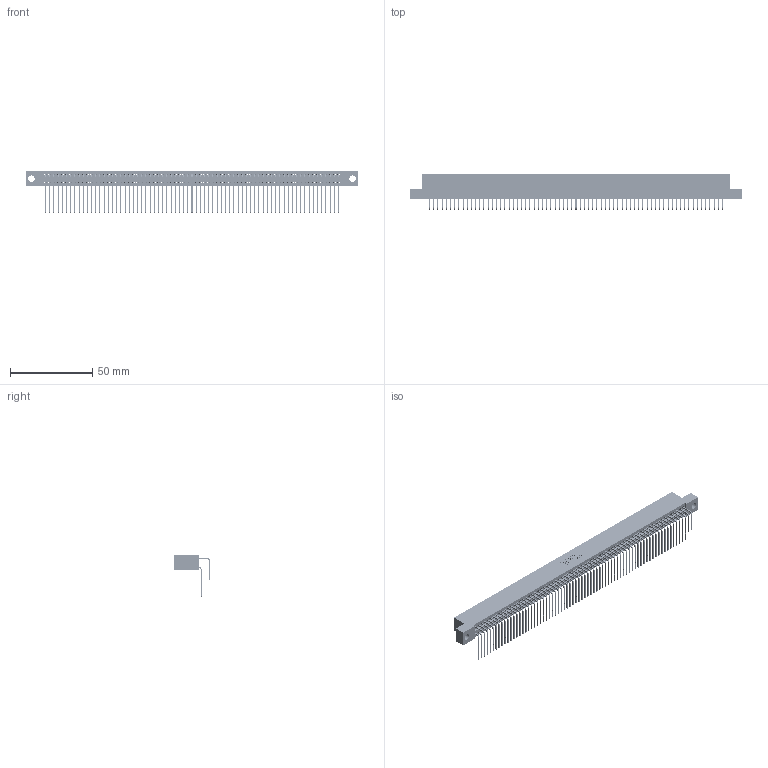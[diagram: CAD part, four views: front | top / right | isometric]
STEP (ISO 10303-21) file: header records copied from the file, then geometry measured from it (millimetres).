
FILE_DESCRIPTION (( 'STEP AP203' ), '1' );
FILE_NAME ('395-142-558-204.STEP', '2018-12-06T04:33:15', ( '' ), ( '' ), 'SwSTEP 2.0', 'SolidWorks 2016', '' );
FILE_SCHEMA (( 'CONFIG_CONTROL_DESIGN' ));
Length unit declared in the file: inch
Products named in the file (4): 345 Part_Flush Mounting Lugs - 0.156 Dia-TH; 345-292-001_558 Tail - 2; 395-142-558-204; 345-292-001_558 559 Tail - 1
Assembly tree (143 placements, depth 2):
  395-142-558-204
    345 Part_Flush Mounting Lugs - 0.156 Dia-TH
    345-292-001_558 559 Tail - 1  x71
    345-292-001_558 Tail - 2  x71
Bounding box: 201.55 x 21.83 x 25.53 mm (x, y, z)
Volume: 20579.2 mm3; surface area: 34648.3 mm2
Topology: 143 solids, 143 shells, 7510 faces, 22351 edges, 14710 vertices
Faces by surface type: plane 5050, cylinder 2460
Entity records: 53459 total; most frequent: CARTESIAN_POINT 8979, ORIENTED_EDGE 8862, DIRECTION 7855, EDGE_CURVE 4431, LINE 3975, VECTOR 3975, VERTEX_POINT 2950, AXIS2_PLACEMENT_3D 1940
